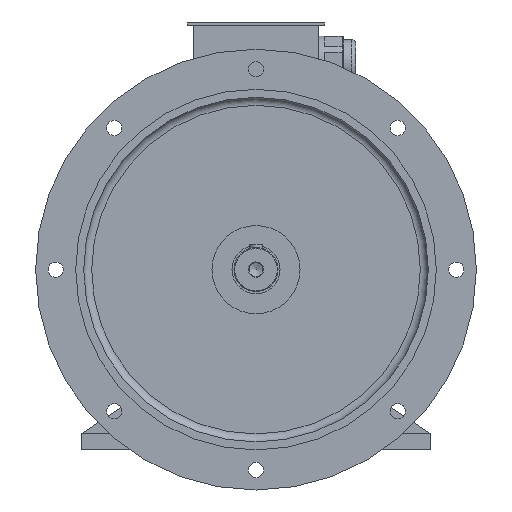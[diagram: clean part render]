
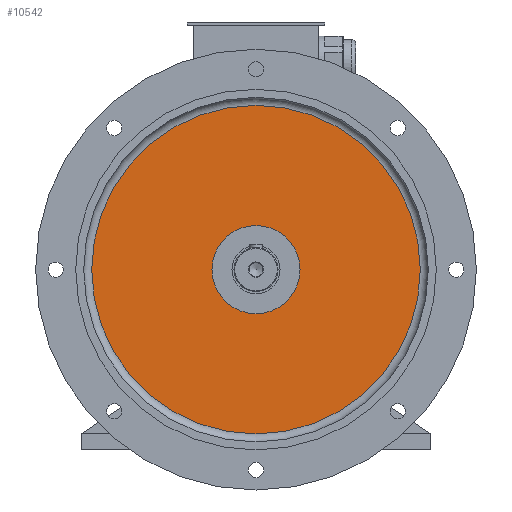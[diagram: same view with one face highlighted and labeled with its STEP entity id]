
A CAD part, front view. The second image highlights one B-rep face of the part: STEP entity #10542.
In plain terms, the highlighted planar face has unit normal (0, -1, 0).
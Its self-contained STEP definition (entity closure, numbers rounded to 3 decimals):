
#1651=PLANE('',#11009);
#2031=ORIENTED_EDGE('',*,*,#4272,.T.);
#2032=ORIENTED_EDGE('',*,*,#4243,.T.);
#4243=EDGE_CURVE('',#5385,#5385,#6158,.T.);
#4272=EDGE_CURVE('',#5411,#5411,#6177,.T.);
#5385=VERTEX_POINT('',#13996);
#5411=VERTEX_POINT('',#14302);
#6158=CIRCLE('',#10968,55.);
#6177=CIRCLE('',#11008,205.);
#6518=EDGE_LOOP('',(#2031));
#6519=EDGE_LOOP('',(#2032));
#7021=FACE_BOUND('',#6518,.T.);
#7022=FACE_BOUND('',#6519,.T.);
#10542=ADVANCED_FACE('',(#7021,#7022),#1651,.F.);
#10968=AXIS2_PLACEMENT_3D('',#13995,#11751,#11752);
#11008=AXIS2_PLACEMENT_3D('',#14301,#11839,#11840);
#11009=AXIS2_PLACEMENT_3D('',#14303,#11841,#11842);
#11751=DIRECTION('',(0.,1.,0.));
#11752=DIRECTION('',(1.,0.,0.));
#11839=DIRECTION('',(0.,-1.,0.));
#11840=DIRECTION('',(0.,0.,-1.));
#11841=DIRECTION('',(0.,1.,0.));
#11842=DIRECTION('',(0.,0.,1.));
#13995=CARTESIAN_POINT('',(0.,-60.,0.));
#13996=CARTESIAN_POINT('',(55.,-60.,0.));
#14301=CARTESIAN_POINT('',(0.,-60.,0.));
#14302=CARTESIAN_POINT('',(0.,-60.,-205.));
#14303=CARTESIAN_POINT('',(0.,-60.,0.));
